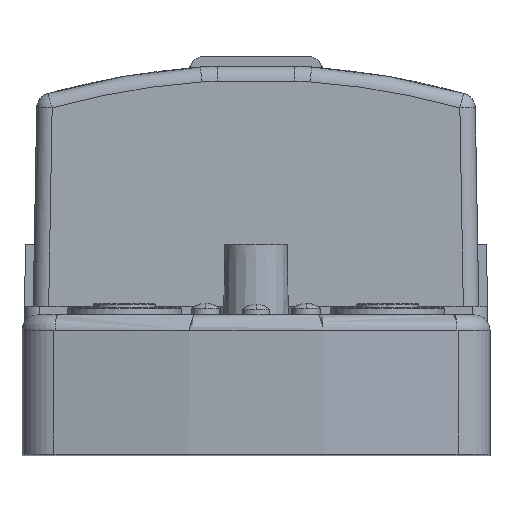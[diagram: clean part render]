
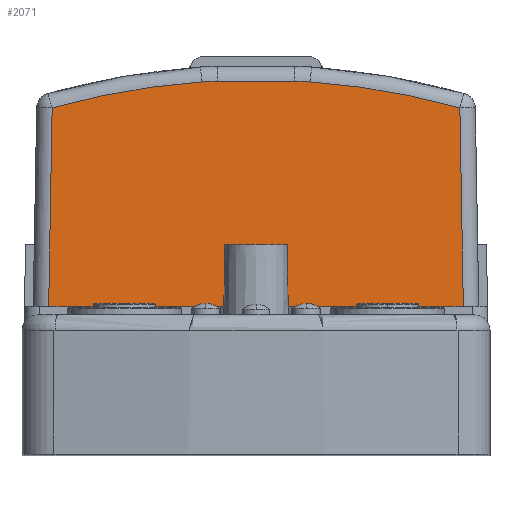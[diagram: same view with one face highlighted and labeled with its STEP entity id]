
A CAD part, top view. The second image highlights one B-rep face of the part: STEP entity #2071.
In plain terms, the highlighted planar face has unit normal (0, 0.026, 1).
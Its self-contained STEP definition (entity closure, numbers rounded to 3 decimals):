
#787=FACE_OUTER_BOUND('',#4438,.T.);
#2071=ADVANCED_FACE('',(#787),#3409,.F.);
#3409=PLANE('',#25982);
#4438=EDGE_LOOP('',(#7842,#7843,#7844,#7845,#7846,#7847,#7848,#7849,#7850,
#7851,#7852,#7853));
#6292=CIRCLE('',#25974,27.99);
#6295=CIRCLE('',#25978,98.15);
#6296=CIRCLE('',#25980,27.99);
#6297=CIRCLE('',#25981,98.149);
#7842=ORIENTED_EDGE('',*,*,#17871,.F.);
#7843=ORIENTED_EDGE('',*,*,#17868,.F.);
#7844=ORIENTED_EDGE('',*,*,#17872,.T.);
#7845=ORIENTED_EDGE('',*,*,#17873,.F.);
#7846=ORIENTED_EDGE('',*,*,#17874,.F.);
#7847=ORIENTED_EDGE('',*,*,#17875,.F.);
#7848=ORIENTED_EDGE('',*,*,#17876,.T.);
#7849=ORIENTED_EDGE('',*,*,#17877,.T.);
#7850=ORIENTED_EDGE('',*,*,#17878,.F.);
#7851=ORIENTED_EDGE('',*,*,#17879,.T.);
#7852=ORIENTED_EDGE('',*,*,#17880,.T.);
#7853=ORIENTED_EDGE('',*,*,#17881,.F.);
#15301=VERTEX_POINT('',#37132);
#15302=VERTEX_POINT('',#37134);
#15303=VERTEX_POINT('',#37138);
#15304=VERTEX_POINT('',#37142);
#15305=VERTEX_POINT('',#37144);
#15306=VERTEX_POINT('',#37146);
#15307=VERTEX_POINT('',#37148);
#15308=VERTEX_POINT('',#37150);
#15309=VERTEX_POINT('',#37152);
#15310=VERTEX_POINT('',#37154);
#15311=VERTEX_POINT('',#37156);
#15312=VERTEX_POINT('',#37158);
#17868=EDGE_CURVE('',#15301,#15302,#6292,.T.);
#17871=EDGE_CURVE('',#15302,#15303,#6295,.T.);
#17872=EDGE_CURVE('',#15301,#15304,#21537,.T.);
#17873=EDGE_CURVE('',#15305,#15304,#6296,.T.);
#17874=EDGE_CURVE('',#15306,#15305,#6297,.T.);
#17875=EDGE_CURVE('',#15307,#15306,#21538,.T.);
#17876=EDGE_CURVE('',#15307,#15308,#21539,.T.);
#17877=EDGE_CURVE('',#15308,#15309,#21540,.T.);
#17878=EDGE_CURVE('',#15310,#15309,#21541,.T.);
#17879=EDGE_CURVE('',#15310,#15311,#21542,.T.);
#17880=EDGE_CURVE('',#15311,#15312,#21543,.T.);
#17881=EDGE_CURVE('',#15303,#15312,#21544,.T.);
#21537=LINE('',#37141,#23813);
#21538=LINE('',#37147,#23814);
#21539=LINE('',#37149,#23815);
#21540=LINE('',#37151,#23816);
#21541=LINE('',#37153,#23817);
#21542=LINE('',#37155,#23818);
#21543=LINE('',#37157,#23819);
#21544=LINE('',#37159,#23820);
#23813=VECTOR('',#28916,1.);
#23814=VECTOR('',#28921,1.);
#23815=VECTOR('',#28922,1.);
#23816=VECTOR('',#28923,1.);
#23817=VECTOR('',#28924,1.);
#23818=VECTOR('',#28925,1.);
#23819=VECTOR('',#28926,1.);
#23820=VECTOR('',#28927,1.);
#25974=AXIS2_PLACEMENT_3D('',#37133,#28904,#28905);
#25978=AXIS2_PLACEMENT_3D('',#37139,#28912,#28913);
#25980=AXIS2_PLACEMENT_3D('',#37143,#28917,#28918);
#25981=AXIS2_PLACEMENT_3D('',#37145,#28919,#28920);
#25982=AXIS2_PLACEMENT_3D('',#37160,#28928,#28929);
#28904=DIRECTION('',(0.,-0.026,-1.));
#28905=DIRECTION('',(0.,1.,-0.026));
#28912=DIRECTION('',(0.,-0.026,-1.));
#28913=DIRECTION('',(0.072,0.997,-0.026));
#28916=DIRECTION('',(-1.,0.,0.));
#28917=DIRECTION('',(0.,-0.026,-1.));
#28918=DIRECTION('',(-0.072,0.997,-0.026));
#28919=DIRECTION('',(0.,-0.026,-1.));
#28920=DIRECTION('',(-0.269,0.963,-0.025));
#28921=DIRECTION('',(0.017,1.,-0.026));
#28922=DIRECTION('',(1.,0.,0.));
#28923=DIRECTION('',(0.,1.,-0.026));
#28924=DIRECTION('',(-1.,0.,0.));
#28925=DIRECTION('',(0.,-1.,0.026));
#28926=DIRECTION('',(1.,0.,0.));
#28927=DIRECTION('',(0.017,-1.,0.026));
#28928=DIRECTION('',(0.,-0.026,-1.));
#28929=DIRECTION('',(0.,1.,-0.026));
#37132=CARTESIAN_POINT('',(5.021,48.352,-26.066));
#37133=CARTESIAN_POINT('',(5.021,20.372,-25.333));
#37134=CARTESIAN_POINT('',(7.024,48.281,-26.064));
#37138=CARTESIAN_POINT('',(26.353,44.929,-25.976));
#37139=CARTESIAN_POINT('',(0.,-49.584,-23.501));
#37141=CARTESIAN_POINT('',(5.021,48.352,-26.066));
#37142=CARTESIAN_POINT('',(-5.021,48.352,-26.066));
#37143=CARTESIAN_POINT('',(-5.021,20.372,-25.333));
#37144=CARTESIAN_POINT('',(-7.024,48.281,-26.064));
#37145=CARTESIAN_POINT('',(0.,-49.583,-23.502));
#37146=CARTESIAN_POINT('',(-26.353,44.929,-25.976));
#37147=CARTESIAN_POINT('',(-26.801,19.3,-25.305));
#37148=CARTESIAN_POINT('',(-26.801,19.3,-25.305));
#37149=CARTESIAN_POINT('',(-26.801,19.3,-25.305));
#37150=CARTESIAN_POINT('',(-0.575,19.3,-25.305));
#37151=CARTESIAN_POINT('',(-0.575,19.3,-25.305));
#37152=CARTESIAN_POINT('',(-0.575,27.3,-25.515));
#37153=CARTESIAN_POINT('',(0.575,27.3,-25.515));
#37154=CARTESIAN_POINT('',(0.575,27.3,-25.515));
#37155=CARTESIAN_POINT('',(0.575,27.3,-25.515));
#37156=CARTESIAN_POINT('',(0.575,19.3,-25.305));
#37157=CARTESIAN_POINT('',(0.575,19.3,-25.305));
#37158=CARTESIAN_POINT('',(26.801,19.3,-25.305));
#37159=CARTESIAN_POINT('',(26.353,44.929,-25.976));
#37160=CARTESIAN_POINT('',(28.8,19.3,-25.305));
